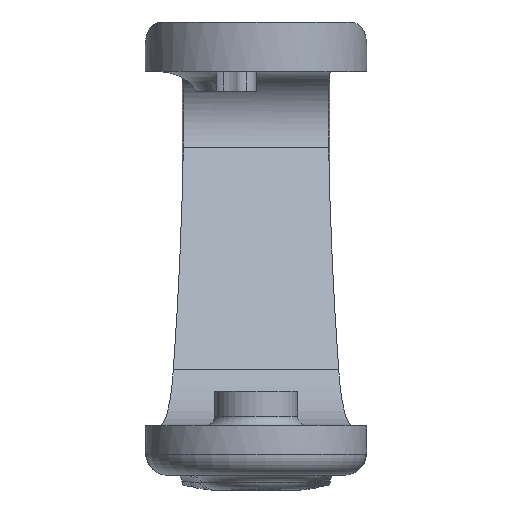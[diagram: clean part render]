
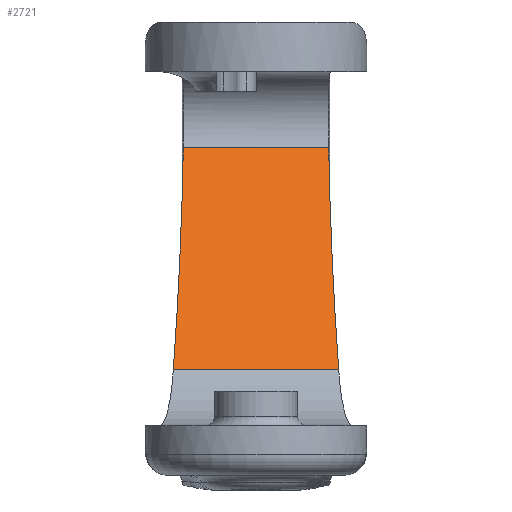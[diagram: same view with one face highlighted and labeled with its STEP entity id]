
A CAD part, top view. The second image highlights one B-rep face of the part: STEP entity #2721.
In plain terms, the highlighted planar face has unit normal (0, 0.542, 0.84).
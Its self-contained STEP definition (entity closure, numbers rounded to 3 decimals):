
#19=ELLIPSE('',#2940,645.131,350.);
#20=ELLIPSE('',#3004,645.131,350.);
#298=PLANE('',#3027);
#445=FACE_OUTER_BOUND('',#621,.T.);
#621=EDGE_LOOP('',(#2439,#2440,#2441,#2442));
#733=LINE('',#6339,#854);
#750=LINE('',#6934,#871);
#854=VECTOR('',#3479,10.);
#871=VECTOR('',#3662,10.);
#1212=VERTEX_POINT('',#6285);
#1213=VERTEX_POINT('',#6300);
#1216=VERTEX_POINT('',#6324);
#1254=VERTEX_POINT('',#6871);
#1569=EDGE_CURVE('',#1212,#1213,#19,.T.);
#1577=EDGE_CURVE('',#1216,#1212,#733,.T.);
#1643=EDGE_CURVE('',#1254,#1216,#20,.T.);
#1658=EDGE_CURVE('',#1254,#1213,#750,.T.);
#2439=ORIENTED_EDGE('',*,*,#1577,.F.);
#2440=ORIENTED_EDGE('',*,*,#1643,.F.);
#2441=ORIENTED_EDGE('',*,*,#1658,.T.);
#2442=ORIENTED_EDGE('',*,*,#1569,.F.);
#2721=ADVANCED_FACE('',(#445),#298,.F.);
#2940=AXIS2_PLACEMENT_3D('',#6301,#3468,#3469);
#3004=AXIS2_PLACEMENT_3D('',#6886,#3609,#3610);
#3027=AXIS2_PLACEMENT_3D('',#6935,#3663,#3664);
#3468=DIRECTION('center_axis',(0.,0.543,
0.84));
#3469=DIRECTION('ref_axis',(0.,0.84,-0.543));
#3479=DIRECTION('',(-1.,0.,0.));
#3609=DIRECTION('center_axis',(0.,0.543,
0.84));
#3610=DIRECTION('ref_axis',(0.,-0.84,0.543));
#3662=DIRECTION('',(-1.,0.,0.));
#3663=DIRECTION('center_axis',(0.,-0.543,
-0.84));
#3664=DIRECTION('ref_axis',(0.,-0.84,0.543));
#6285=CARTESIAN_POINT('',(-16.799,21.437,-34.886));
#6300=CARTESIAN_POINT('',(-14.763,66.575,-64.038));
#6301=CARTESIAN_POINT('Origin',(-364.626,81.726,-73.823));
#6324=CARTESIAN_POINT('',(16.799,21.437,-34.886));
#6339=CARTESIAN_POINT('',(24.5,21.437,-34.886));
#6871=CARTESIAN_POINT('',(14.763,66.575,-64.038));
#6886=CARTESIAN_POINT('Origin',(364.626,81.726,-73.823));
#6934=CARTESIAN_POINT('',(34.,66.575,-64.038));
#6935=CARTESIAN_POINT('Origin',(34.,66.575,-64.038));
